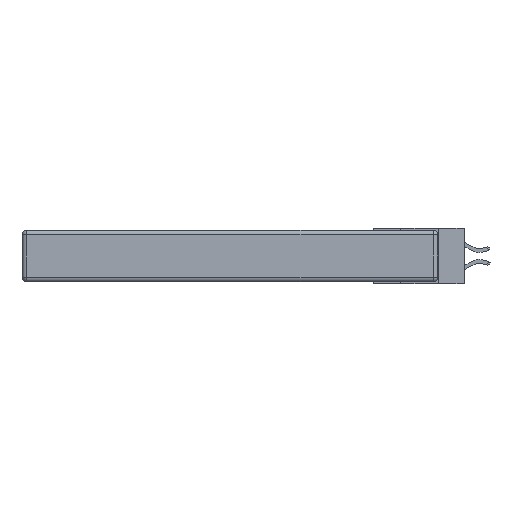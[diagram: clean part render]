
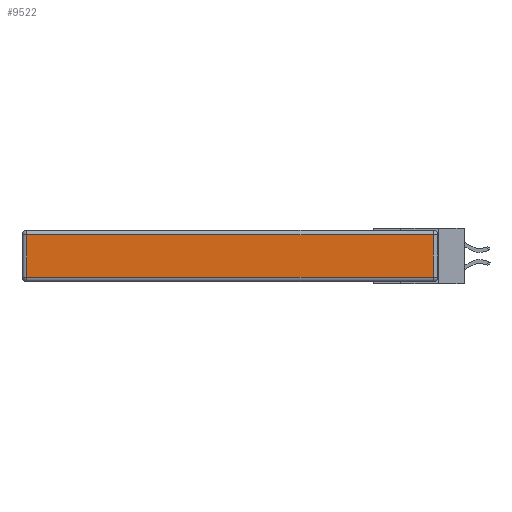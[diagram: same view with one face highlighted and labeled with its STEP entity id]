
A CAD part, left-side view. The second image highlights one B-rep face of the part: STEP entity #9522.
In plain terms, the highlighted planar face has unit normal (-1, 0, 0).
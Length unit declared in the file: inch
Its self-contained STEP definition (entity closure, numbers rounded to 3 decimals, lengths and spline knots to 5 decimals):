
#140 = LINE ( 'NONE', #12677, #26206 ) ;
#142 = CARTESIAN_POINT ( 'NONE',  ( 0., 0.03, -0.03 ) ) ;
#209 = VERTEX_POINT ( 'NONE', #2707 ) ;
#404 = LINE ( 'NONE', #8111, #6384 ) ;
#1716 = DIRECTION ( 'NONE',  ( 0., 1., 0. ) ) ;
#2707 = CARTESIAN_POINT ( 'NONE',  ( 0., 0.03, -0.313 ) ) ;
#2995 = VERTEX_POINT ( 'NONE', #24901 ) ;
#4316 = ORIENTED_EDGE ( 'NONE', *, *, #22946, .T. ) ;
#4560 = CARTESIAN_POINT ( 'NONE',  ( 0., 2.72, -0.03 ) ) ;
#5955 = ORIENTED_EDGE ( 'NONE', *, *, #8446, .T. ) ;
#6384 = VECTOR ( 'NONE', #24535, 39.37008 ) ;
#6551 = FACE_OUTER_BOUND ( 'NONE', #12892, .T. ) ;
#6669 = PLANE ( 'NONE',  #24959 ) ;
#6929 = VERTEX_POINT ( 'NONE', #142 ) ;
#8111 = CARTESIAN_POINT ( 'NONE',  ( 0., 2.72, -0.343 ) ) ;
#8446 = EDGE_CURVE ( 'NONE', #6929, #23329, #12220, .T. ) ;
#9082 = EDGE_CURVE ( 'NONE', #2995, #209, #16792, .T. ) ;
#9481 = ORIENTED_EDGE ( 'NONE', *, *, #9082, .T. ) ;
#9522 = ADVANCED_FACE ( 'NONE', ( #6551 ), #6669, .T. ) ;
#9617 = ORIENTED_EDGE ( 'NONE', *, *, #19583, .T. ) ;
#10966 = CARTESIAN_POINT ( 'NONE',  ( 0., 0., -0.343 ) ) ;
#11155 = DIRECTION ( 'NONE',  ( -1., 0., 0. ) ) ;
#12220 = LINE ( 'NONE', #18675, #26359 ) ;
#12486 = CARTESIAN_POINT ( 'NONE',  ( 0., 0., -0.313 ) ) ;
#12677 = CARTESIAN_POINT ( 'NONE',  ( 0., 0.03, -0.343 ) ) ;
#12817 = VECTOR ( 'NONE', #25238, 39.37008 ) ;
#12892 = EDGE_LOOP ( 'NONE', ( #9481, #4316, #5955, #9617 ) ) ;
#13261 = DIRECTION ( 'NONE',  ( 0., 0., 1. ) ) ;
#16792 = LINE ( 'NONE', #12486, #12817 ) ;
#18675 = CARTESIAN_POINT ( 'NONE',  ( 0., 2.75, -0.03 ) ) ;
#19583 = EDGE_CURVE ( 'NONE', #23329, #2995, #404, .T. ) ;
#22602 = DIRECTION ( 'NONE',  ( 0., 0., 1. ) ) ;
#22946 = EDGE_CURVE ( 'NONE', #209, #6929, #140, .T. ) ;
#23329 = VERTEX_POINT ( 'NONE', #4560 ) ;
#24535 = DIRECTION ( 'NONE',  ( 0., 0., -1. ) ) ;
#24901 = CARTESIAN_POINT ( 'NONE',  ( 0., 2.72, -0.313 ) ) ;
#24959 = AXIS2_PLACEMENT_3D ( 'NONE', #10966, #11155, #13261 ) ;
#25238 = DIRECTION ( 'NONE',  ( 0., -1., 0. ) ) ;
#26206 = VECTOR ( 'NONE', #22602, 39.37008 ) ;
#26359 = VECTOR ( 'NONE', #1716, 39.37008 ) ;
